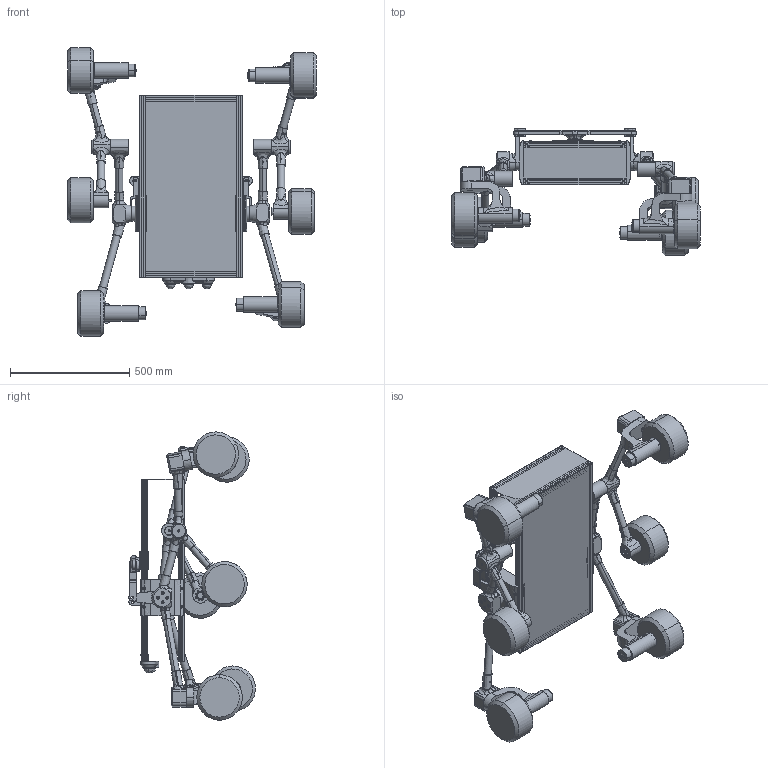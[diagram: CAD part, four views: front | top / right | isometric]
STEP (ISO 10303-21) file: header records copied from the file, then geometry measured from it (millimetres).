
FILE_DESCRIPTION(('FreeCAD Model'),'2;1');
FILE_NAME('Open CASCADE Shape Model','2025-04-25T12:58:12',('FreeCAD'),( 'FreeCAD'),'Open CASCADE STEP processor 7.6','FreeCAD','Unknown');
FILE_SCHEMA(('AUTOMOTIVE_DESIGN { 1 0 10303 214 1 1 1 1 }'));
Products named in the file (1): Open CASCADE STEP translator 7.6 1
Bounding box: 1043.46 x 532.11 x 1209.76 mm (x, y, z)
Volume: 32759712.3 mm3; surface area: 4757572.9 mm2
Topology: 75 solids, 77 shells, 2505 faces, 6350 edges, 4077 vertices
Faces by surface type: bspline 2505
Entity records: 92952 total; most frequent: CARTESIAN_POINT 56066, ORIENTED_EDGE 12670, EDGE_CURVE 6335, VERTEX_POINT 4077, B_SPLINE_CURVE_WITH_KNOTS 4028, FACE_BOUND 2928, EDGE_LOOP 2928, ADVANCED_FACE 2505
